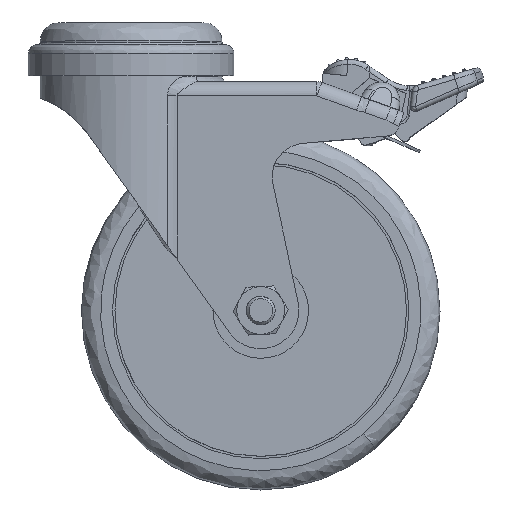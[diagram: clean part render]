
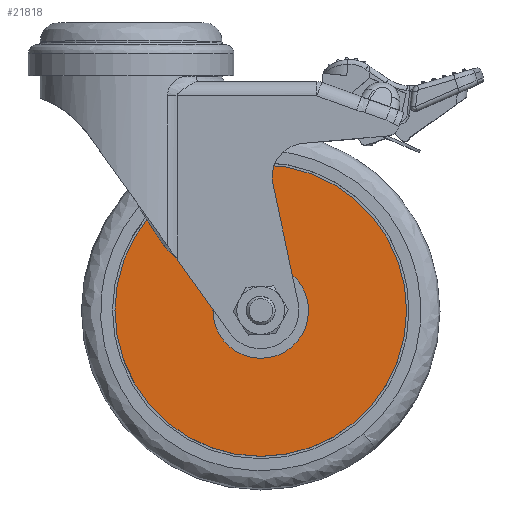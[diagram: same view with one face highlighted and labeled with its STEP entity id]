
A CAD part, top view. The second image highlights one B-rep face of the part: STEP entity #21818.
In plain terms, the highlighted face is planar.
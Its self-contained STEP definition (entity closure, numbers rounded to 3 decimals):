
#135 = DIRECTION ( 'NONE',  ( -1., 0., 0. ) ) ;
#2234 = EDGE_LOOP ( 'NONE', ( #13655, #34691 ) ) ;
#2767 = CIRCLE ( 'NONE', #13710, 10. ) ;
#2850 = VERTEX_POINT ( 'NONE', #11485 ) ;
#3634 = CARTESIAN_POINT ( 'NONE',  ( -13.5, 0., -69.5 ) ) ;
#4589 = DIRECTION ( 'NONE',  ( -1., 0., 0. ) ) ;
#4957 = DIRECTION ( 'NONE',  ( 1., 0., 0. ) ) ;
#5422 = DIRECTION ( 'NONE',  ( 0., 0., 1. ) ) ;
#6818 = VERTEX_POINT ( 'NONE', #37848 ) ;
#7612 = EDGE_LOOP ( 'NONE', ( #14360, #10131 ) ) ;
#9769 = AXIS2_PLACEMENT_3D ( 'NONE', #36021, #16977, #30020 ) ;
#10131 = ORIENTED_EDGE ( 'NONE', *, *, #22610, .T. ) ;
#11485 = CARTESIAN_POINT ( 'NONE',  ( -13.5, 0., -29. ) ) ;
#11639 = CARTESIAN_POINT ( 'NONE',  ( -13.5, 0., -42.663 ) ) ;
#11858 = PLANE ( 'NONE',  #39126 ) ;
#13065 = EDGE_CURVE ( 'NONE', #38357, #15879, #2767, .T. ) ;
#13655 = ORIENTED_EDGE ( 'NONE', *, *, #28063, .T. ) ;
#13710 = AXIS2_PLACEMENT_3D ( 'NONE', #41907, #32254, #25427 ) ;
#14360 = ORIENTED_EDGE ( 'NONE', *, *, #25396, .T. ) ;
#15879 = VERTEX_POINT ( 'NONE', #3634 ) ;
#16977 = DIRECTION ( 'NONE',  ( -1., 0., 0. ) ) ;
#17832 = FACE_OUTER_BOUND ( 'NONE', #7612, .T. ) ;
#18037 = AXIS2_PLACEMENT_3D ( 'NONE', #20057, #135, #33101 ) ;
#19358 = CIRCLE ( 'NONE', #9769, 30.5 ) ;
#20057 = CARTESIAN_POINT ( 'NONE',  ( -13.5, 0., -59.5 ) ) ;
#20805 = DIRECTION ( 'NONE',  ( 0., 0., -1. ) ) ;
#20847 = FACE_BOUND ( 'NONE', #2234, .T. ) ;
#21818 = ADVANCED_FACE ( 'NONE', ( #17832, #20847 ), #11858, .T. ) ;
#22610 = EDGE_CURVE ( 'NONE', #6818, #2850, #19358, .T. ) ;
#24273 = AXIS2_PLACEMENT_3D ( 'NONE', #37687, #4957, #20805 ) ;
#25396 = EDGE_CURVE ( 'NONE', #2850, #6818, #28981, .T. ) ;
#25427 = DIRECTION ( 'NONE',  ( 0., 0., -1. ) ) ;
#28063 = EDGE_CURVE ( 'NONE', #15879, #38357, #40689, .T. ) ;
#28981 = CIRCLE ( 'NONE', #18037, 30.5 ) ;
#30020 = DIRECTION ( 'NONE',  ( 0., 0., 1. ) ) ;
#32254 = DIRECTION ( 'NONE',  ( 1., 0., 0. ) ) ;
#33101 = DIRECTION ( 'NONE',  ( 0., 0., 1. ) ) ;
#34691 = ORIENTED_EDGE ( 'NONE', *, *, #13065, .T. ) ;
#36021 = CARTESIAN_POINT ( 'NONE',  ( -13.5, 0., -59.5 ) ) ;
#37687 = CARTESIAN_POINT ( 'NONE',  ( -13.5, 0., -59.5 ) ) ;
#37848 = CARTESIAN_POINT ( 'NONE',  ( -13.5, 0., -90. ) ) ;
#38357 = VERTEX_POINT ( 'NONE', #41578 ) ;
#39126 = AXIS2_PLACEMENT_3D ( 'NONE', #11639, #4589, #5422 ) ;
#40689 = CIRCLE ( 'NONE', #24273, 10. ) ;
#41578 = CARTESIAN_POINT ( 'NONE',  ( -13.5, 0., -49.5 ) ) ;
#41907 = CARTESIAN_POINT ( 'NONE',  ( -13.5, 0., -59.5 ) ) ;
